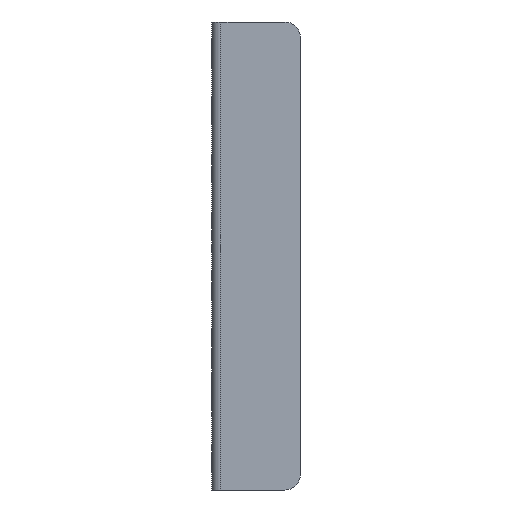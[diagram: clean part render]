
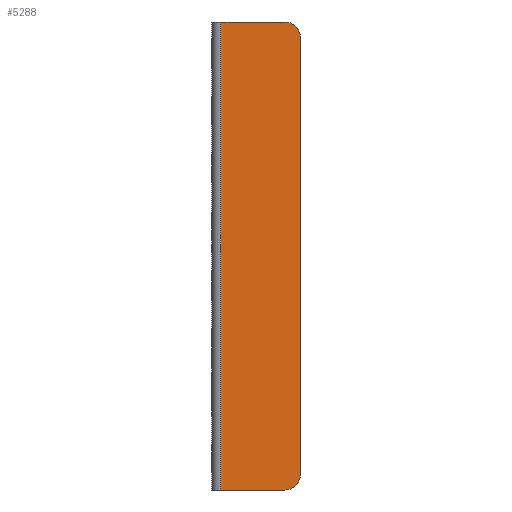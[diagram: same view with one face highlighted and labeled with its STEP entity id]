
A CAD part, front view. The second image highlights one B-rep face of the part: STEP entity #5288.
In plain terms, the highlighted planar face has unit normal (0, -1, 0).
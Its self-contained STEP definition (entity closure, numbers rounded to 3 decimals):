
#1573=DIRECTION('',(1.,0.,0.));
#1574=VECTOR('',#1573,20.5);
#1575=CARTESIAN_POINT('',(-25.5,0.,75.));
#1576=LINE('',#1575,#1574);
#1577=DIRECTION('',(0.,0.,1.));
#1578=VECTOR('',#1577,140.);
#1579=CARTESIAN_POINT('',(0.,0.,-70.));
#1580=LINE('',#1579,#1578);
#1581=CARTESIAN_POINT('',(-5.,0.,-70.));
#1582=DIRECTION('',(0.,-1.,0.));
#1583=DIRECTION('',(0.,0.,-1.));
#1584=AXIS2_PLACEMENT_3D('',#1581,#1582,#1583);
#1586=DIRECTION('',(1.,0.,0.));
#1587=VECTOR('',#1586,20.5);
#1588=CARTESIAN_POINT('',(-25.5,0.,-75.));
#1589=LINE('',#1588,#1587);
#1590=CARTESIAN_POINT('',(-5.,0.,70.));
#1591=DIRECTION('',(0.,-1.,0.));
#1592=DIRECTION('',(1.,0.,0.));
#1593=AXIS2_PLACEMENT_3D('',#1590,#1591,#1592);
#1619=DIRECTION('',(0.,0.,1.));
#1620=VECTOR('',#1619,150.);
#1621=CARTESIAN_POINT('',(-25.5,0.,-75.));
#1622=LINE('',#1621,#1620);
#3941=CARTESIAN_POINT('',(-5.,0.,75.));
#3943=VERTEX_POINT('',#3941);
#4013=CARTESIAN_POINT('',(0.,0.,-70.));
#4015=VERTEX_POINT('',#4013);
#4016=CARTESIAN_POINT('',(0.,0.,70.));
#4018=VERTEX_POINT('',#4016);
#4020=CARTESIAN_POINT('',(-5.,0.,-75.));
#4021=VERTEX_POINT('',#4020);
#4022=CARTESIAN_POINT('',(-25.5,0.,75.));
#4023=VERTEX_POINT('',#4022);
#4024=CARTESIAN_POINT('',(-25.5,0.,-75.));
#4025=VERTEX_POINT('',#4024);
#5271=CARTESIAN_POINT('',(0.,0.,75.));
#5272=DIRECTION('',(0.,-1.,0.));
#5273=DIRECTION('',(1.,0.,0.));
#5274=AXIS2_PLACEMENT_3D('',#5271,#5272,#5273);
#5275=PLANE('',#5274);
#5277=ORIENTED_EDGE('',*,*,#5276,.F.);
#5279=ORIENTED_EDGE('',*,*,#5278,.F.);
#5280=ORIENTED_EDGE('',*,*,#5232,.F.);
#5282=ORIENTED_EDGE('',*,*,#5281,.T.);
#5283=ORIENTED_EDGE('',*,*,#5262,.T.);
#5285=ORIENTED_EDGE('',*,*,#5284,.F.);
#5286=EDGE_LOOP('',(#5277,#5279,#5280,#5282,#5283,#5285));
#5287=FACE_OUTER_BOUND('',#5286,.F.);
#5288=ADVANCED_FACE('',(#5287),#5275,.T.);
#1585=CIRCLE('',#1584,5.);
#1594=CIRCLE('',#1593,5.);
#5232=EDGE_CURVE('',#4025,#4021,#1589,.T.);
#5262=EDGE_CURVE('',#4023,#3943,#1576,.T.);
#5276=EDGE_CURVE('',#4015,#4018,#1580,.T.);
#5278=EDGE_CURVE('',#4021,#4015,#1585,.T.);
#5281=EDGE_CURVE('',#4025,#4023,#1622,.T.);
#5284=EDGE_CURVE('',#4018,#3943,#1594,.T.);
